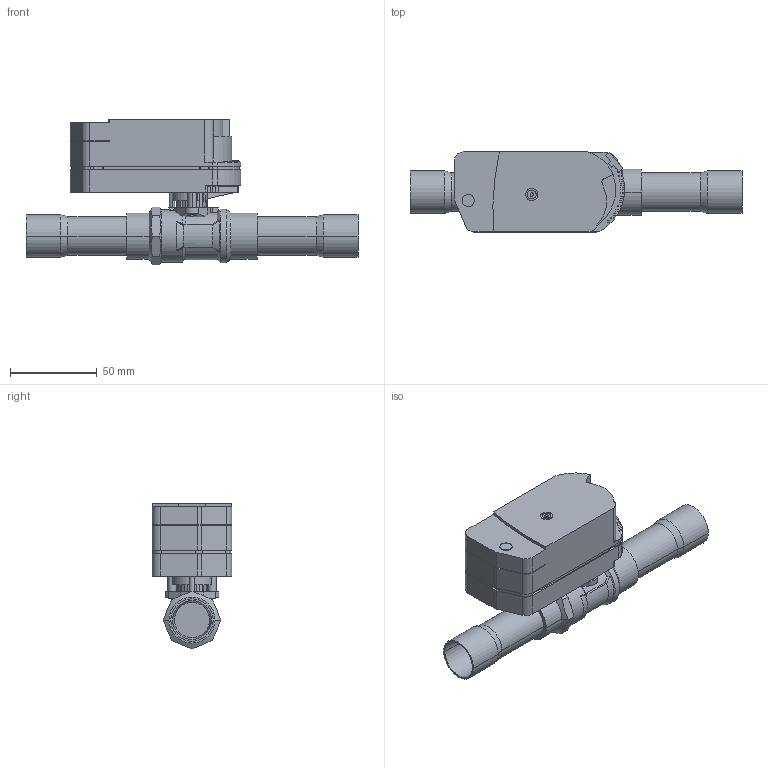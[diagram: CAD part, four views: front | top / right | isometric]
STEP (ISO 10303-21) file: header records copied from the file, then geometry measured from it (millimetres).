
FILE_DESCRIPTION((''),'2;1');
FILE_NAME('ATTUATORE2_VALVOLA_EXR50D22D22','2023-07-07T09:19:42',('massimo'),('ZETA 4'),'CREO PARAMETRIC BY PTC INC, 2022162','CREO PARAMETRIC BY PTC INC, 2022162','');
FILE_SCHEMA(('AUTOMOTIVE_DESIGN { 1 0 10303 214 1 1 1 1 }'));
Length unit declared in the file: millimetre
Products named in the file (1): ATTUATORE2_VALVOLA_EXR50D22D22
Bounding box: 191 x 46 x 83.91 mm (x, y, z)
Volume: 246921.5 mm3; surface area: 42862.6 mm2
Topology: 1 solids, 1 shells, 621 faces, 1754 edges, 1149 vertices
Faces by surface type: plane 451, cylinder 110, cone 38, bspline 17, torus 3, sphere 2
Entity records: 27165 total; most frequent: CARTESIAN_POINT 7196, ORIENTED_EDGE 3508, DIRECTION 3124, EDGE_CURVE 1754, VECTOR 1322, LINE 1322, VERTEX_POINT 1149, AXIS2_PLACEMENT_3D 901
